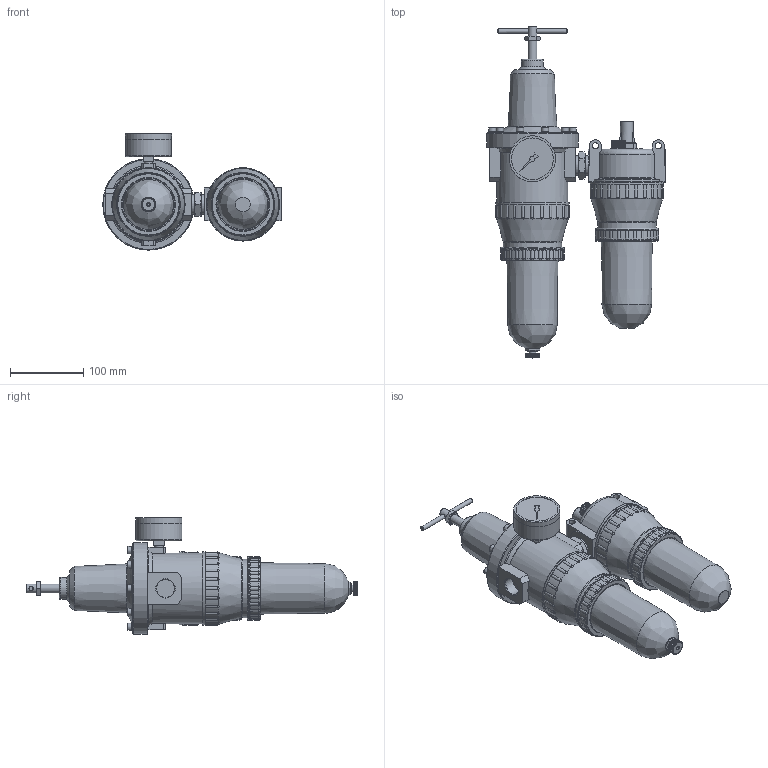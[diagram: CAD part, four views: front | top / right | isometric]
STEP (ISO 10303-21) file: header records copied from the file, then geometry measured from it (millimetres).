
FILE_DESCRIPTION( ( 'STEP AP203' ), '1' );
FILE_NAME( '9.3154.00.155.0V.stp', '2018-12-13T15:41:43', ( '' ), ( '' ), ' ', 'PARTsolutions', ' ' );
FILE_SCHEMA( ( 'CONFIG_CONTROL_DESIGN' ) );
Length unit declared in the file: millimetre
Products named in the file (7): 9.3154.00.155.0V; _678.42 K-HA(G 3/4)-1; _FDO-2; _678.42 K-HA0(HA)-3; _763 K-1-1; _763 K-1-2; _252.07
Assembly tree (6 placements, depth 2):
  9.3154.00.155.0V
    _678.42 K-HA(G 3/4)-1
    _FDO-2
    _678.42 K-HA0(HA)-3
    _763 K-1-1
    _763 K-1-2
    _252.07
Bounding box: 244 x 453.6 x 159 mm (x, y, z)
Volume: 3439981.3 mm3; surface area: 249353.9 mm2
Topology: 6 solids, 6 shells, 1040 faces, 2606 edges, 1645 vertices
Faces by surface type: plane 405, cylinder 365, cone 114, sphere 100, torus 54, bspline 2
Full cylindrical faces by diameter (mm): 4 x1, 6 x2, 8.5 x2, 9 x1, 9.2 x1, 9.728 x1, 10 x11, 11 x10, 11.445 x2, 12 x2, 13.157 x1, 14 x1, 16 x1, 17.5 x1, 19 x1, 20 x3, 22 x1, 24.117 x4, 26.441 x2, 30 x1, 57 x1, 62.96 x1, 63 x2, 80 x2, 87 x2, 97 x1, 100 x2, 125 x1
Entity records: 34756 total; most frequent: CARTESIAN_POINT 10573, DIRECTION 5036, ORIENTED_EDGE 4872, EDGE_CURVE 2436, AXIS2_PLACEMENT_3D 2050, VERTEX_POINT 1613, EDGE_LOOP 1251, FACE_OUTER_BOUND 1130
